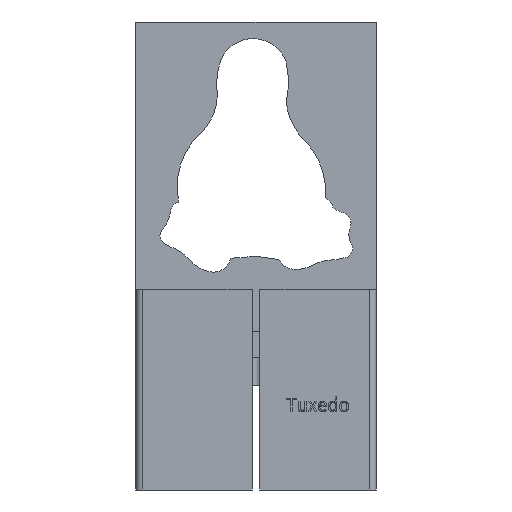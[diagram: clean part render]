
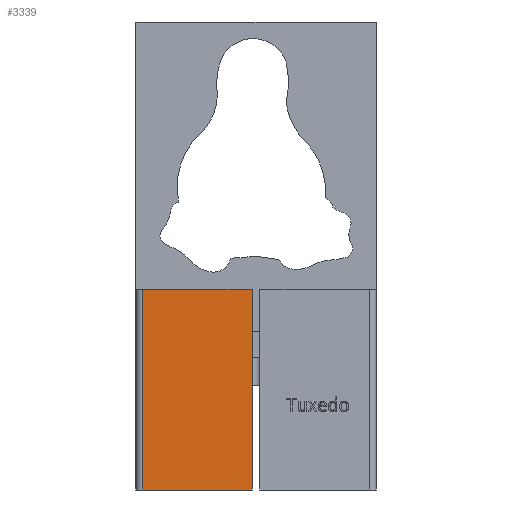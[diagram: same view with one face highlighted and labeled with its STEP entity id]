
A CAD part, front view. The second image highlights one B-rep face of the part: STEP entity #3339.
In plain terms, the highlighted planar face has unit normal (0, -1, 0).
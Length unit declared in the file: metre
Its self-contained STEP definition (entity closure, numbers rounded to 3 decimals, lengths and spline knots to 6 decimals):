
#503=ORIENTED_EDGE('',*,*,#1506,.F.);
#504=ORIENTED_EDGE('',*,*,#1507,.T.);
#505=ORIENTED_EDGE('',*,*,#1508,.F.);
#506=ORIENTED_EDGE('',*,*,#1479,.T.);
#1479=EDGE_CURVE('',#1994,#1993,#2293,.T.);
#1506=EDGE_CURVE('',#2010,#1993,#2318,.T.);
#1507=EDGE_CURVE('',#2010,#2011,#2319,.F.);
#1508=EDGE_CURVE('',#1994,#2011,#2320,.T.);
#1993=VERTEX_POINT('',#4905);
#1994=VERTEX_POINT('',#4907);
#2010=VERTEX_POINT('',#4961);
#2011=VERTEX_POINT('',#4963);
#2293=LINE('',#4906,#2608);
#2318=LINE('',#4960,#2633);
#2319=LINE('',#4962,#2634);
#2320=LINE('',#4964,#2635);
#2608=VECTOR('',#3912,1.);
#2633=VECTOR('',#3963,1.);
#2634=VECTOR('',#3964,1.);
#2635=VECTOR('',#3965,1.);
#2873=EDGE_LOOP('',(#503,#504,#505,#506));
#3068=FACE_BOUND('',#2873,.T.);
#3256=PLANE('',#3563);
#3339=ADVANCED_FACE('',(#3068),#3256,.F.);
#3563=AXIS2_PLACEMENT_3D('',#4959,#3961,#3962);
#3912=DIRECTION('',(0.,0.,1.));
#3961=DIRECTION('',(0.,1.,0.));
#3962=DIRECTION('',(-1.,0.,0.));
#3963=DIRECTION('',(1.,0.,0.));
#3964=DIRECTION('',(0.,0.,1.));
#3965=DIRECTION('',(-1.,0.,0.));
#4905=CARTESIAN_POINT('',(-0.0014,-0.01003,0.0243));
#4906=CARTESIAN_POINT('',(-0.0014,-0.01003,-0.0175));
#4907=CARTESIAN_POINT('',(-0.0014,-0.01003,-0.0475));
#4959=CARTESIAN_POINT('',(-0.0222,-0.01003,-0.0175));
#4960=CARTESIAN_POINT('',(-0.0222,-0.01003,0.0243));
#4961=CARTESIAN_POINT('',(-0.0405,-0.01003,0.0243));
#4962=CARTESIAN_POINT('',(-0.0405,-0.01003,-0.0475));
#4963=CARTESIAN_POINT('',(-0.0405,-0.01003,-0.0475));
#4964=CARTESIAN_POINT('',(-0.0222,-0.01003,-0.0475));
